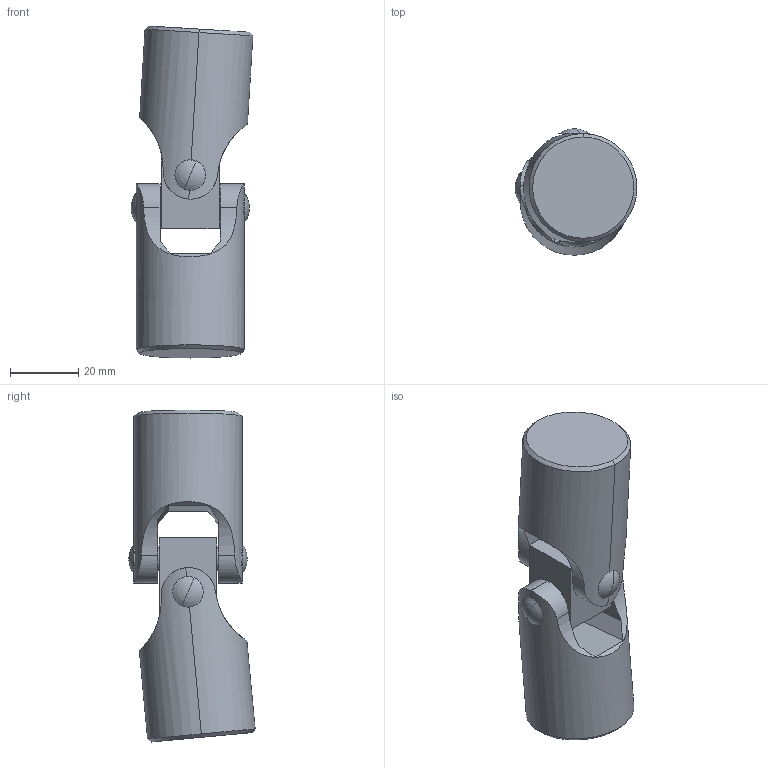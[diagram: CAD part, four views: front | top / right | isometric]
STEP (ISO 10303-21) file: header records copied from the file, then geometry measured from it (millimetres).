
FILE_DESCRIPTION((''),'2;1');
FILE_NAME('LOJ-10_ASM','2013-05-02T',('ppetruska'),(''),'PRO/ENGINEER BY PARAMETRIC TECHNOLOGY CORPORATION, 2012480','PRO/ENGINEER BY PARAMETRIC TECHNOLOGY CORPORATION, 2012480','');
FILE_SCHEMA(('CONFIG_CONTROL_DESIGN'));
Length unit declared in the file: millimetre
Products named in the file (4): LOJ-10-YOKE; LOJ-10-BLOCK; LOJ-10-RIVET_PIN; LOJ-10_ASM
Assembly tree (5 placements, depth 2):
  LOJ-10_ASM
    LOJ-10-YOKE  x2
    LOJ-10-BLOCK
    LOJ-10-RIVET_PIN  x2
Bounding box: 35.79 x 37.08 x 97.51 mm (x, y, z)
Volume: 60748.6 mm3; surface area: 16625.7 mm2
Topology: 5 solids, 5 shells, 70 faces, 180 edges, 112 vertices
Faces by surface type: cylinder 32, plane 26, sphere 8, cone 4
Entity records: 4448 total; most frequent: CARTESIAN_POINT 3357, DIRECTION 222, ORIENTED_EDGE 196, EDGE_CURVE 98, AXIS2_PLACEMENT_3D 89, VERTEX_POINT 64, EDGE_LOOP 48, VECTOR 44
